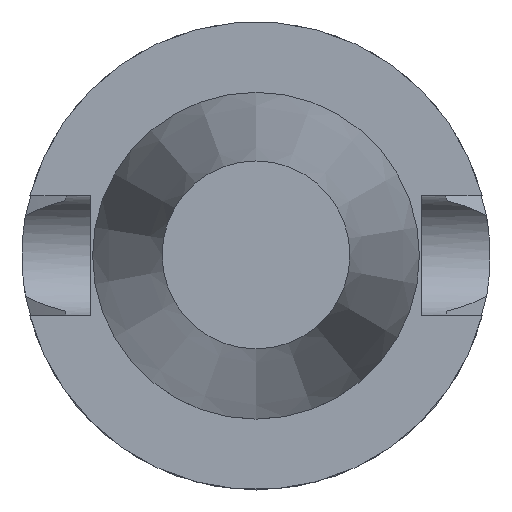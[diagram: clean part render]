
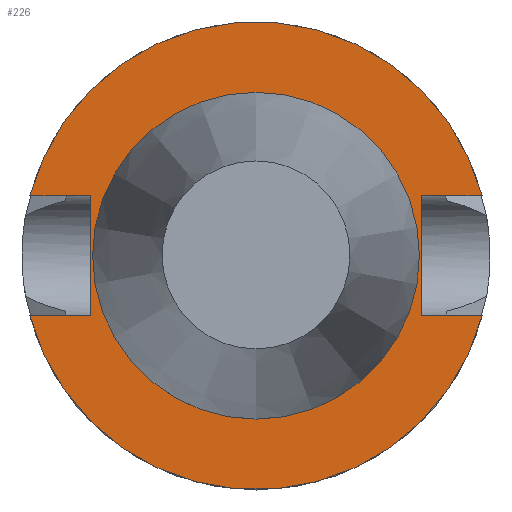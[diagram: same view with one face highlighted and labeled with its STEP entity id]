
A CAD part, top view. The second image highlights one B-rep face of the part: STEP entity #226.
In plain terms, the highlighted planar face has unit normal (0, 0, 1).
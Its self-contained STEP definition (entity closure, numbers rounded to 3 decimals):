
#134=EDGE_CURVE('240[2]',#373,#374,#375,.T.);
#146=EDGE_CURVE('240[2]',#353,#392,#393,.T.);
#157=EDGE_CURVE('240[2]',#411,#353,#412,.T.);
#164=EDGE_CURVE('240[2]',#374,#422,#423,.T.);
#195=EDGE_CURVE('240[2]',#419,#373,#464,.T.);
#204=EDGE_CURVE('240[2]',#419,#392,#476,.T.);
#226=ADVANCED_FACE('240[2]',(#507,#508),#509,.T.);
#276=EDGE_CURVE('240[2]',#576,#576,#577,.T.);
#299=EDGE_CURVE('240[2]',#532,#411,#605,.T.);
#317=EDGE_CURVE('240[2]',#532,#422,#625,.T.);
#353=VERTEX_POINT('',#658);
#373=VERTEX_POINT('',#693);
#374=VERTEX_POINT('',#694);
#375=LINE('',#695,#696);
#392=VERTEX_POINT('',#718);
#393=LINE('',#719,#720);
#411=VERTEX_POINT('',#808);
#412=LINE('',#809,#810);
#419=VERTEX_POINT('',#819);
#422=VERTEX_POINT('',#824);
#423=LINE('',#825,#826);
#464=LINE('',#903,#904);
#476=CIRCLE('',#931,50.0);
#507=FACE_OUTER_BOUND('',#1008,.T.);
#508=FACE_BOUND('',#1009,.T.);
#509=PLANE('',#1010);
#532=VERTEX_POINT('',#1045);
#576=VERTEX_POINT('',#1115);
#577=CIRCLE('',#1116,34.925);
#605=LINE('',#1247,#1248);
#625=CIRCLE('',#1315,50.0);
#658=CARTESIAN_POINT('',(-35.4,-12.85,-1.5));
#693=CARTESIAN_POINT('',(35.4,-12.85,-1.5));
#694=CARTESIAN_POINT('',(35.4,12.85,-1.5));
#695=CARTESIAN_POINT('',(35.4,21.231,-1.5));
#696=VECTOR('',#1360,1.0);
#718=CARTESIAN_POINT('',(-48.321,-12.85,-1.5));
#719=CARTESIAN_POINT('',(-17.7,-12.85,-1.5));
#720=VECTOR('',#1377,1.0);
#808=CARTESIAN_POINT('',(-35.4,12.85,-1.5));
#809=CARTESIAN_POINT('',(-35.4,14.806,-1.5));
#810=VECTOR('',#1393,1.0);
#819=CARTESIAN_POINT('',(48.321,-12.85,-1.5));
#824=CARTESIAN_POINT('',(48.321,12.85,-1.5));
#825=CARTESIAN_POINT('',(17.7,12.85,-1.5));
#826=VECTOR('',#1403,1.0);
#903=CARTESIAN_POINT('',(17.7,-12.85,-1.5));
#904=VECTOR('',#1443,1.0);
#931=AXIS2_PLACEMENT_3D('',#1451,#1452,#1453);
#1008=EDGE_LOOP('',(#1489,#1490,#1491,#1492,#1493,#1494,#1495,#1496));
#1009=EDGE_LOOP('',(#1497));
#1010=AXIS2_PLACEMENT_3D('',#1498,#1499,#1500);
#1045=CARTESIAN_POINT('',(-48.321,12.85,-1.5));
#1115=CARTESIAN_POINT('',(0.,34.925,-1.5));
#1116=AXIS2_PLACEMENT_3D('',#1584,#1585,#1586);
#1247=CARTESIAN_POINT('',(-17.7,12.85,-1.5));
#1248=VECTOR('',#1615,1.0);
#1315=AXIS2_PLACEMENT_3D('',#1642,#1643,#1644);
#1360=DIRECTION('',(-0.0,1.0,0.));
#1377=DIRECTION('',(-1.0,0.0,0.));
#1393=DIRECTION('',(-0.0,-1.0,0.));
#1403=DIRECTION('',(1.0,0.0,0.));
#1443=DIRECTION('',(-1.0,0.0,0.));
#1451=CARTESIAN_POINT('',(0.,0.,-1.5));
#1452=DIRECTION('',(0.,0.,-1.0));
#1453=DIRECTION('',(0.,1.0,0.));
#1489=ORIENTED_EDGE('',*,*,#146,.T.);
#1490=ORIENTED_EDGE('',*,*,#204,.F.);
#1491=ORIENTED_EDGE('',*,*,#195,.T.);
#1492=ORIENTED_EDGE('',*,*,#134,.T.);
#1493=ORIENTED_EDGE('',*,*,#164,.T.);
#1494=ORIENTED_EDGE('',*,*,#317,.F.);
#1495=ORIENTED_EDGE('',*,*,#299,.T.);
#1496=ORIENTED_EDGE('',*,*,#157,.T.);
#1497=ORIENTED_EDGE('',*,*,#276,.T.);
#1498=CARTESIAN_POINT('',(0.,42.463,-1.5));
#1499=DIRECTION('',(0.,0.,1.0));
#1500=DIRECTION('',(1.0,0.,0.0));
#1584=CARTESIAN_POINT('',(0.,0.,-1.5));
#1585=DIRECTION('',(0.,0.,-1.0));
#1586=DIRECTION('',(0.,1.0,0.));
#1615=DIRECTION('',(1.0,0.0,0.));
#1642=CARTESIAN_POINT('',(0.,0.,-1.5));
#1643=DIRECTION('',(0.,0.,-1.0));
#1644=DIRECTION('',(0.,1.0,0.));
